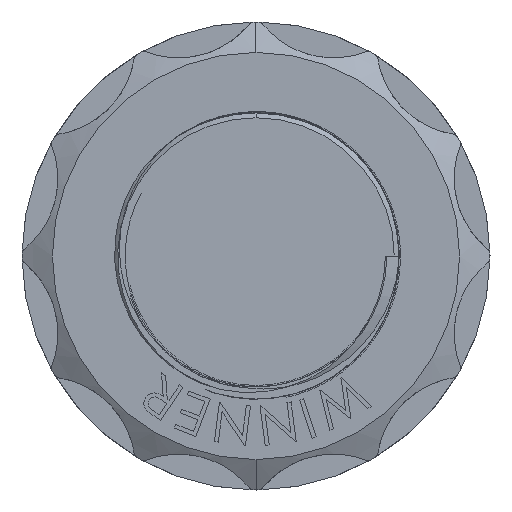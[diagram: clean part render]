
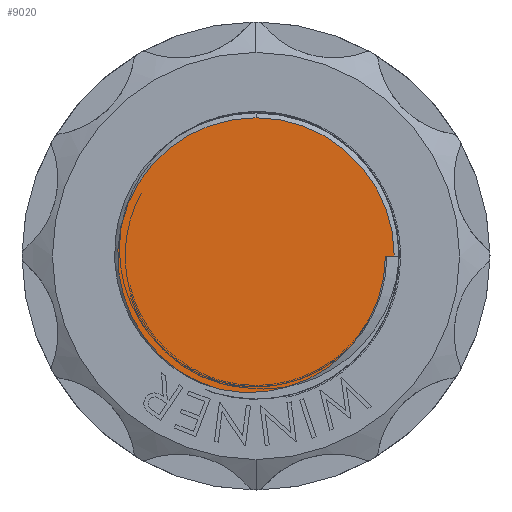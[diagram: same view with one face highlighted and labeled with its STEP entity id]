
A CAD part, left-side view. The second image highlights one B-rep face of the part: STEP entity #9020.
In plain terms, the highlighted planar face has unit normal (-1, 0, 0).
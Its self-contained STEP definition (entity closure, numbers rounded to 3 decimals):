
#13 = CARTESIAN_POINT ( 'NONE',  ( -70.42, -3.795, -7.408 ) ) ;
#81 = AXIS2_PLACEMENT_3D ( 'NONE', #10673, #14741, #6602 ) ;
#556 = VERTEX_POINT ( 'NONE', #11931 ) ;
#673 = DIRECTION ( 'NONE',  ( 0., 0., -1. ) ) ;
#792 = VERTEX_POINT ( 'NONE', #8458 ) ;
#844 = DIRECTION ( 'NONE',  ( 1., 0., 0. ) ) ;
#1361 = CARTESIAN_POINT ( 'NONE',  ( -70.42, -4.766, -6.76 ) ) ;
#2265 = PLANE ( 'NONE',  #5301 ) ;
#2639 = CARTESIAN_POINT ( 'NONE',  ( -70.42, -8.021, -0.966 ) ) ;
#2989 = B_SPLINE_CURVE_WITH_KNOTS ( 'NONE', 3,
 ( #7931, #7820, #10671, #5300, #16132, #7991, #10731, #2639, #6709, #3985 ),
 .UNSPECIFIED., .F., .F.,
 ( 4, 2, 2, 2, 4 ),
 ( 0., 0.001, 0.003, 0.004, 0.006 ),
 .UNSPECIFIED. ) ;
#3625 = VERTEX_POINT ( 'NONE', #9835 ) ;
#3985 = CARTESIAN_POINT ( 'NONE',  ( -70.42, -8.063, 0. ) ) ;
#4015 = CARTESIAN_POINT ( 'NONE',  ( -70.42, -0.868, -8.46 ) ) ;
#4204 = FACE_OUTER_BOUND ( 'NONE', #15842, .T. ) ;
#4682 = DIRECTION ( 'NONE',  ( -1., 0., 0. ) ) ;
#4881 = ORIENTED_EDGE ( 'NONE', *, *, #13868, .T. ) ;
#5147 = EDGE_CURVE ( 'NONE', #792, #6213, #8750, .T. ) ;
#5300 = CARTESIAN_POINT ( 'NONE',  ( -70.42, -7.198, -3.741 ) ) ;
#5301 = AXIS2_PLACEMENT_3D ( 'NONE', #8912, #844, #13114 ) ;
#6213 = VERTEX_POINT ( 'NONE', #14272 ) ;
#6271 = ORIENTED_EDGE ( 'NONE', *, *, #12476, .T. ) ;
#6602 = DIRECTION ( 'NONE',  ( 0., 0., -1. ) ) ;
#6631 = CARTESIAN_POINT ( 'NONE',  ( -70.42, -1.63, -8.307 ) ) ;
#6681 = CARTESIAN_POINT ( 'NONE',  ( -70.42, 2.24, -8.329 ) ) ;
#6709 = CARTESIAN_POINT ( 'NONE',  ( -70.42, -8.063, -0.485 ) ) ;
#6796 = CARTESIAN_POINT ( 'NONE',  ( -70.42, -5.906, -5.678 ) ) ;
#6933 = ORIENTED_EDGE ( 'NONE', *, *, #12582, .T. ) ;
#7031 = EDGE_CURVE ( 'NONE', #7844, #556, #12373, .T. ) ;
#7820 = CARTESIAN_POINT ( 'NONE',  ( -70.42, -6.449, -4.987 ) ) ;
#7844 = VERTEX_POINT ( 'NONE', #17106 ) ;
#7931 = CARTESIAN_POINT ( 'NONE',  ( -70.42, -6.15, -5.368 ) ) ;
#7991 = CARTESIAN_POINT ( 'NONE',  ( -70.42, -7.728, -2.39 ) ) ;
#8018 = CARTESIAN_POINT ( 'NONE',  ( -70.42, 0.305, -8.532 ) ) ;
#8078 = CARTESIAN_POINT ( 'NONE',  ( -70.42, -3.103, -7.763 ) ) ;
#8086 = LINE ( 'NONE', #14630, #9560 ) ;
#8154 = ORIENTED_EDGE ( 'NONE', *, *, #5147, .T. ) ;
#8458 = CARTESIAN_POINT ( 'NONE',  ( -70.42, 2.24, -8.329 ) ) ;
#8750 = B_SPLINE_CURVE_WITH_KNOTS ( 'NONE', 3,
 ( #6681, #16162, #13396, #17391, #8018, #4015, #6631, #16104, #8078, #13, #9431, #1361, #12180, #14935, #6796, #16274 ),
 .UNSPECIFIED., .F., .F.,
 ( 4, 2, 2, 2, 2, 2, 2, 4 ),
 ( 0.009, 0.01, 0.012, 0.014, 0.015, 0.016, 0.017, 0.019 ),
 .UNSPECIFIED. ) ;
#8912 = CARTESIAN_POINT ( 'NONE',  ( -70.42, 0., 0. ) ) ;
#9020 = ADVANCED_FACE ( 'NONE', ( #4204 ), #2265, .F. ) ;
#9431 = CARTESIAN_POINT ( 'NONE',  ( -70.42, -4.128, -7.208 ) ) ;
#9560 = VECTOR ( 'NONE', #12095, 1000. ) ;
#9835 = CARTESIAN_POINT ( 'NONE',  ( -70.42, -8.063, 0. ) ) ;
#10671 = CARTESIAN_POINT ( 'NONE',  ( -70.42, -6.722, -4.585 ) ) ;
#10673 = CARTESIAN_POINT ( 'NONE',  ( -70.42, 0., 0. ) ) ;
#10731 = CARTESIAN_POINT ( 'NONE',  ( -70.42, -7.854, -1.919 ) ) ;
#11931 = CARTESIAN_POINT ( 'NONE',  ( -70.42, 0., 8.625 ) ) ;
#12095 = DIRECTION ( 'NONE',  ( 0., -1., 0. ) ) ;
#12180 = CARTESIAN_POINT ( 'NONE',  ( -70.42, -5.072, -6.509 ) ) ;
#12373 = CIRCLE ( 'NONE', #81, 8.625 ) ;
#12476 = EDGE_CURVE ( 'NONE', #556, #792, #17028, .T. ) ;
#12582 = EDGE_CURVE ( 'NONE', #6213, #3625, #2989, .T. ) ;
#12805 = CARTESIAN_POINT ( 'NONE',  ( -70.42, 0., 0. ) ) ;
#13114 = DIRECTION ( 'NONE',  ( 0., 0., 1. ) ) ;
#13295 = ORIENTED_EDGE ( 'NONE', *, *, #7031, .T. ) ;
#13396 = CARTESIAN_POINT ( 'NONE',  ( -70.42, 1.476, -8.468 ) ) ;
#13868 = EDGE_CURVE ( 'NONE', #3625, #7844, #8086, .T. ) ;
#14272 = CARTESIAN_POINT ( 'NONE',  ( -70.42, -6.15, -5.368 ) ) ;
#14630 = CARTESIAN_POINT ( 'NONE',  ( -70.42, 0., 0. ) ) ;
#14741 = DIRECTION ( 'NONE',  ( -1., 0., 0. ) ) ;
#14935 = CARTESIAN_POINT ( 'NONE',  ( -70.42, -5.642, -5.968 ) ) ;
#15842 = EDGE_LOOP ( 'NONE', ( #6933, #4881, #13295, #6271, #8154 ) ) ;
#15925 = AXIS2_PLACEMENT_3D ( 'NONE', #12805, #4682, #673 ) ;
#16104 = CARTESIAN_POINT ( 'NONE',  ( -70.42, -2.741, -7.919 ) ) ;
#16132 = CARTESIAN_POINT ( 'NONE',  ( -70.42, -7.401, -3.299 ) ) ;
#16162 = CARTESIAN_POINT ( 'NONE',  ( -70.42, 1.86, -8.412 ) ) ;
#16274 = CARTESIAN_POINT ( 'NONE',  ( -70.42, -6.15, -5.368 ) ) ;
#17028 = CIRCLE ( 'NONE', #15925, 8.625 ) ;
#17106 = CARTESIAN_POINT ( 'NONE',  ( -70.42, -8.625, 0. ) ) ;
#17391 = CARTESIAN_POINT ( 'NONE',  ( -70.42, 0.7, -8.528 ) ) ;
